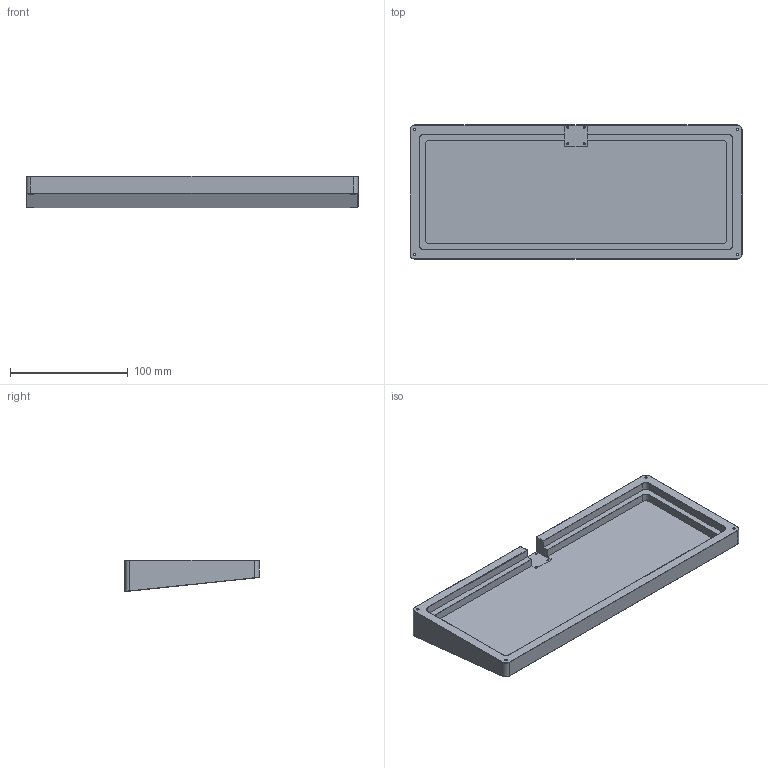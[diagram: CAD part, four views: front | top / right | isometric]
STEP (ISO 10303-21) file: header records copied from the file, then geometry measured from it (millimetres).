
FILE_DESCRIPTION(('FreeCAD Model'),'2;1');
FILE_NAME('Open CASCADE Shape Model','2024-08-24T21:02:47',(''),(''), 'Open CASCADE STEP processor 7.7','Ondsel','Unknown');
FILE_SCHEMA(('AUTOMOTIVE_DESIGN { 1 0 10303 214 1 1 1 1 }'));
Length unit declared in the file: millimetre
Products named in the file (1): Case
Bounding box: 281.8 x 113.8 x 26.47 mm (x, y, z)
Volume: 314314 mm3; surface area: 90651.1 mm2
Topology: 1 solids, 1 shells, 108 faces, 250 edges, 148 vertices
Faces by surface type: plane 62, cylinder 26, cone 16, bspline 4
Full cylindrical faces by diameter (mm): 1.6 x4, 2 x4, 4 x4
Entity records: 3113 total; most frequent: CARTESIAN_POINT 646, DIRECTION 505, ORIENTED_EDGE 492, EDGE_CURVE 246, LINE 175, VECTOR 175, AXIS2_PLACEMENT_3D 165, VERTEX_POINT 148
